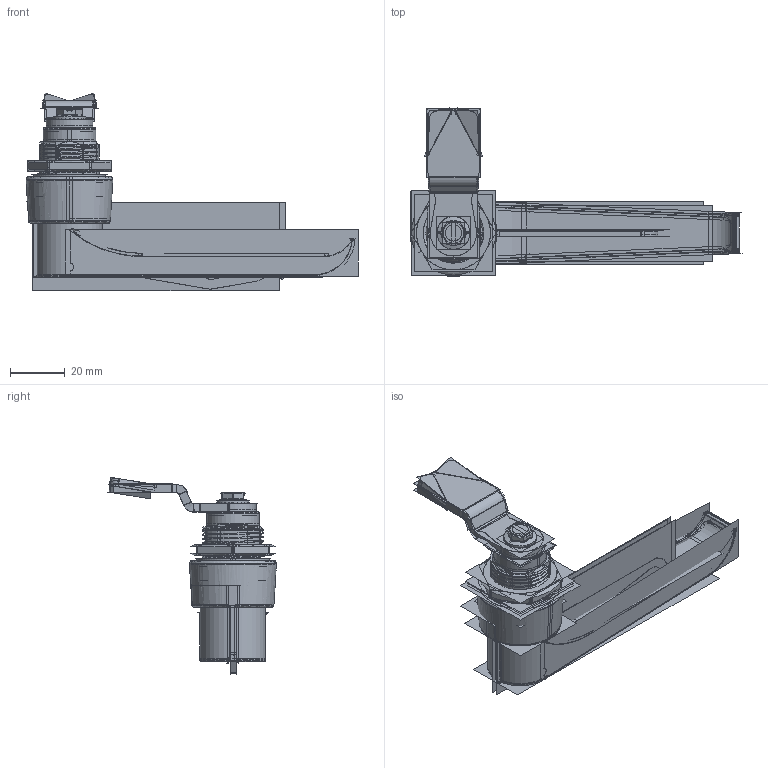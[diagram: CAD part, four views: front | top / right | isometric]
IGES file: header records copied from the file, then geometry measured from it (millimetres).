
Start section:  PTC IGES file: ms842_asm.igs
Global section: file name: ms842_asm.igs; native system: Pro/ENGINEER by Parametric Technology Corporation; preprocessor: 2009060; author: Administrator; organization: Unknown; date: 20150409.080425; units: millimetre
Bounding box: 121.71 x 61.87 x 72.42 mm (x, y, z)
Surface area: 104739 mm2 (no closed solid volume)
Topology: 0 solids, 0 shells, 1778 faces, 24361 edges, 31872 vertices
Faces by surface type: bspline 914, revolution 864
